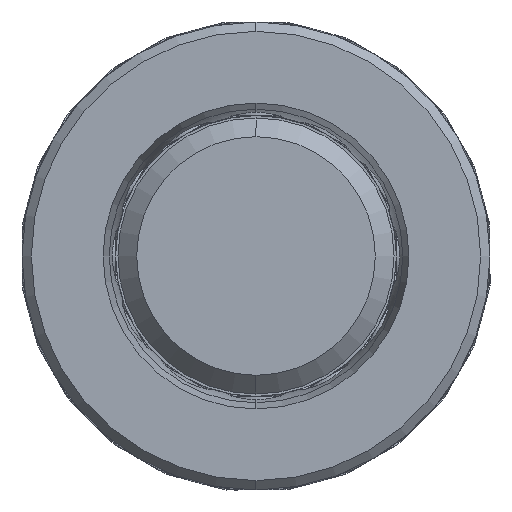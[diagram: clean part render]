
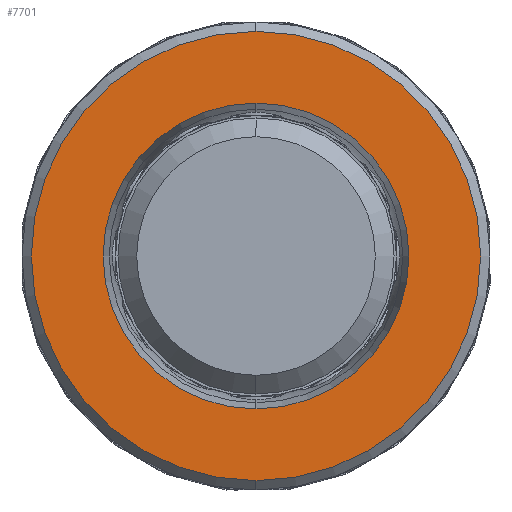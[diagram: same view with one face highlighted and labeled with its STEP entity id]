
A CAD part, front view. The second image highlights one B-rep face of the part: STEP entity #7701.
In plain terms, the highlighted planar face has unit normal (0, -1, 0).
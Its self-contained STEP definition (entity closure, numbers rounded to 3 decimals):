
#300 = FACE_BOUND ( 'NONE', #8708, .T. ) ;
#505 = AXIS2_PLACEMENT_3D ( 'NONE', #4790, #17065, #1373 ) ;
#1373 = DIRECTION ( 'NONE',  ( 0., 0., -1. ) ) ;
#2232 = EDGE_CURVE ( 'NONE', #18775, #3330, #13521, .T. ) ;
#2895 = CARTESIAN_POINT ( 'NONE',  ( 221.174, -6.032, 24. ) ) ;
#3298 = FACE_OUTER_BOUND ( 'NONE', #15509, .T. ) ;
#3330 = VERTEX_POINT ( 'NONE', #16922 ) ;
#3739 = ORIENTED_EDGE ( 'NONE', *, *, #6282, .T. ) ;
#4348 = CARTESIAN_POINT ( 'NONE',  ( 221.174, -6.032, -24. ) ) ;
#4661 = AXIS2_PLACEMENT_3D ( 'NONE', #11014, #7545, #17680 ) ;
#4790 = CARTESIAN_POINT ( 'NONE',  ( 221.174, -6.032, 0. ) ) ;
#5043 = EDGE_CURVE ( 'NONE', #3330, #18775, #6368, .T. ) ;
#5719 = DIRECTION ( 'NONE',  ( 0., -1., 0. ) ) ;
#6282 = EDGE_CURVE ( 'NONE', #13035, #15203, #7694, .T. ) ;
#6368 = CIRCLE ( 'NONE', #4661, 16.34 ) ;
#6613 = DIRECTION ( 'NONE',  ( 0., 0., 1. ) ) ;
#6917 = DIRECTION ( 'NONE',  ( 0., 0., -1. ) ) ;
#6991 = DIRECTION ( 'NONE',  ( 0., -1., 0. ) ) ;
#7545 = DIRECTION ( 'NONE',  ( 0., -1., 0. ) ) ;
#7694 = CIRCLE ( 'NONE', #9230, 24. ) ;
#7701 = ADVANCED_FACE ( 'NONE', ( #300, #3298 ), #9992, .F. ) ;
#8708 = EDGE_LOOP ( 'NONE', ( #18323, #15046 ) ) ;
#9230 = AXIS2_PLACEMENT_3D ( 'NONE', #15613, #6991, #6917 ) ;
#9992 = PLANE ( 'NONE',  #12896 ) ;
#11014 = CARTESIAN_POINT ( 'NONE',  ( 221.174, -6.032, 0. ) ) ;
#12102 = CARTESIAN_POINT ( 'NONE',  ( 221.174, -6.032, -16.34 ) ) ;
#12253 = AXIS2_PLACEMENT_3D ( 'NONE', #21567, #5719, #17916 ) ;
#12647 = ORIENTED_EDGE ( 'NONE', *, *, #14901, .T. ) ;
#12896 = AXIS2_PLACEMENT_3D ( 'NONE', #17053, #22095, #6613 ) ;
#13035 = VERTEX_POINT ( 'NONE', #2895 ) ;
#13521 = CIRCLE ( 'NONE', #505, 16.34 ) ;
#14901 = EDGE_CURVE ( 'NONE', #15203, #13035, #17349, .T. ) ;
#15046 = ORIENTED_EDGE ( 'NONE', *, *, #5043, .F. ) ;
#15203 = VERTEX_POINT ( 'NONE', #4348 ) ;
#15509 = EDGE_LOOP ( 'NONE', ( #3739, #12647 ) ) ;
#15613 = CARTESIAN_POINT ( 'NONE',  ( 221.174, -6.032, 0. ) ) ;
#16922 = CARTESIAN_POINT ( 'NONE',  ( 221.174, -6.032, 16.34 ) ) ;
#17053 = CARTESIAN_POINT ( 'NONE',  ( 197.174, -6.032, 0. ) ) ;
#17065 = DIRECTION ( 'NONE',  ( 0., -1., 0. ) ) ;
#17349 = CIRCLE ( 'NONE', #12253, 24. ) ;
#17680 = DIRECTION ( 'NONE',  ( 0., 0., -1. ) ) ;
#17916 = DIRECTION ( 'NONE',  ( 0., 0., -1. ) ) ;
#18323 = ORIENTED_EDGE ( 'NONE', *, *, #2232, .F. ) ;
#18775 = VERTEX_POINT ( 'NONE', #12102 ) ;
#21567 = CARTESIAN_POINT ( 'NONE',  ( 221.174, -6.032, 0. ) ) ;
#22095 = DIRECTION ( 'NONE',  ( 0., 1., 0. ) ) ;
